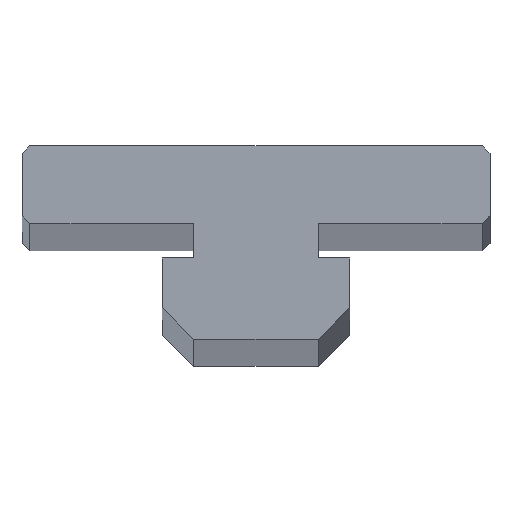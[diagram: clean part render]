
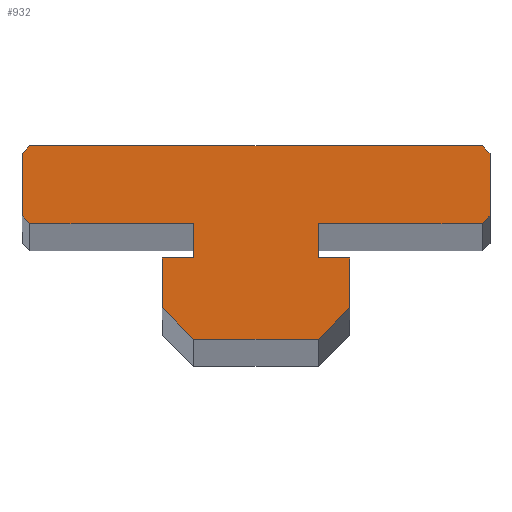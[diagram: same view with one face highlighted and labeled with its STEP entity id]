
A CAD part, top view. The second image highlights one B-rep face of the part: STEP entity #932.
In plain terms, the highlighted planar face has unit normal (0, 0, 1).
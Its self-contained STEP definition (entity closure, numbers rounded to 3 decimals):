
#490=DIRECTION('',(0.707,0.707,0.));
#491=VECTOR('',#490,2.828);
#492=CARTESIAN_POINT('',(4.,-9.9,500.));
#493=LINE('',#492,#491);
#497=DIRECTION('',(1.,0.,0.));
#498=VECTOR('',#497,8.);
#499=CARTESIAN_POINT('',(-4.,-9.9,500.));
#500=LINE('',#499,#498);
#504=DIRECTION('',(0.707,-0.707,0.));
#505=VECTOR('',#504,2.828);
#506=CARTESIAN_POINT('',(-6.,-7.9,500.));
#507=LINE('',#506,#505);
#511=DIRECTION('',(0.,-1.,0.));
#512=VECTOR('',#511,3.2);
#513=CARTESIAN_POINT('',(-6.,-4.7,500.));
#514=LINE('',#513,#512);
#518=DIRECTION('',(-1.,0.,0.));
#519=VECTOR('',#518,2.);
#520=CARTESIAN_POINT('',(-4.,-4.7,500.));
#521=LINE('',#520,#519);
#525=DIRECTION('',(0.,-1.,0.));
#526=VECTOR('',#525,2.2);
#527=CARTESIAN_POINT('',(-4.,-2.5,500.));
#528=LINE('',#527,#526);
#532=DIRECTION('',(1.,0.,0.));
#533=VECTOR('',#532,10.5);
#534=CARTESIAN_POINT('',(-14.5,-2.5,500.));
#535=LINE('',#534,#533);
#539=DIRECTION('',(0.707,-0.707,0.));
#540=VECTOR('',#539,0.707);
#541=CARTESIAN_POINT('',(-15.,-2.,500.));
#542=LINE('',#541,#540);
#546=DIRECTION('',(0.,-1.,0.));
#547=VECTOR('',#546,4.);
#548=CARTESIAN_POINT('',(-15.,2.,500.));
#549=LINE('',#548,#547);
#553=DIRECTION('',(-0.707,-0.707,0.));
#554=VECTOR('',#553,0.707);
#555=CARTESIAN_POINT('',(-14.5,2.5,500.));
#556=LINE('',#555,#554);
#560=DIRECTION('',(-1.,0.,0.));
#561=VECTOR('',#560,29.);
#562=CARTESIAN_POINT('',(14.5,2.5,500.));
#563=LINE('',#562,#561);
#567=DIRECTION('',(-0.707,0.707,0.));
#568=VECTOR('',#567,0.707);
#569=CARTESIAN_POINT('',(15.,2.,500.));
#570=LINE('',#569,#568);
#574=DIRECTION('',(0.,1.,0.));
#575=VECTOR('',#574,4.);
#576=CARTESIAN_POINT('',(15.,-2.,500.));
#577=LINE('',#576,#575);
#581=DIRECTION('',(0.707,0.707,0.));
#582=VECTOR('',#581,0.707);
#583=CARTESIAN_POINT('',(14.5,-2.5,500.));
#584=LINE('',#583,#582);
#588=DIRECTION('',(1.,0.,0.));
#589=VECTOR('',#588,10.5);
#590=CARTESIAN_POINT('',(4.,-2.5,500.));
#591=LINE('',#590,#589);
#595=DIRECTION('',(0.,1.,0.));
#596=VECTOR('',#595,2.2);
#597=CARTESIAN_POINT('',(4.,-4.7,500.));
#598=LINE('',#597,#596);
#602=DIRECTION('',(-1.,0.,0.));
#603=VECTOR('',#602,2.);
#604=CARTESIAN_POINT('',(6.,-4.7,500.));
#605=LINE('',#604,#603);
#609=DIRECTION('',(0.,1.,0.));
#610=VECTOR('',#609,3.2);
#611=CARTESIAN_POINT('',(6.,-7.9,500.));
#612=LINE('',#611,#610);
#707=CARTESIAN_POINT('',(-4.,-4.7,500.));
#708=CARTESIAN_POINT('',(-6.,-4.7,500.));
#709=VERTEX_POINT('',#707);
#710=VERTEX_POINT('',#708);
#711=CARTESIAN_POINT('',(6.,-4.7,500.));
#712=CARTESIAN_POINT('',(4.,-4.7,500.));
#713=VERTEX_POINT('',#711);
#714=VERTEX_POINT('',#712);
#724=CARTESIAN_POINT('',(-4.,-2.5,500.));
#726=VERTEX_POINT('',#724);
#728=CARTESIAN_POINT('',(4.,-2.5,500.));
#730=VERTEX_POINT('',#728);
#735=CARTESIAN_POINT('',(-14.5,2.5,500.));
#736=VERTEX_POINT('',#735);
#737=CARTESIAN_POINT('',(-15.,2.,500.));
#738=VERTEX_POINT('',#737);
#743=CARTESIAN_POINT('',(15.,2.,500.));
#744=VERTEX_POINT('',#743);
#745=CARTESIAN_POINT('',(14.5,2.5,500.));
#746=VERTEX_POINT('',#745);
#751=CARTESIAN_POINT('',(-15.,-2.,500.));
#752=VERTEX_POINT('',#751);
#753=CARTESIAN_POINT('',(15.,-2.,500.));
#754=VERTEX_POINT('',#753);
#757=CARTESIAN_POINT('',(-14.5,-2.5,500.));
#758=VERTEX_POINT('',#757);
#761=CARTESIAN_POINT('',(14.5,-2.5,500.));
#762=VERTEX_POINT('',#761);
#767=CARTESIAN_POINT('',(4.,-9.9,500.));
#768=VERTEX_POINT('',#767);
#769=CARTESIAN_POINT('',(6.,-7.9,500.));
#770=VERTEX_POINT('',#769);
#775=CARTESIAN_POINT('',(-6.,-7.9,500.));
#776=VERTEX_POINT('',#775);
#777=CARTESIAN_POINT('',(-4.,-9.9,500.));
#778=VERTEX_POINT('',#777);
#894=CARTESIAN_POINT('',(0.,0.,500.));
#895=DIRECTION('',(0.,0.,1.));
#896=DIRECTION('',(1.,0.,0.));
#897=AXIS2_PLACEMENT_3D('',#894,#895,#896);
#898=PLANE('',#897);
#899=ORIENTED_EDGE('',*,*,#831,.F.);
#900=ORIENTED_EDGE('',*,*,#847,.F.);
#901=ORIENTED_EDGE('',*,*,#860,.F.);
#902=ORIENTED_EDGE('',*,*,#875,.F.);
#903=ORIENTED_EDGE('',*,*,#885,.F.);
#905=ORIENTED_EDGE('',*,*,#904,.F.);
#907=ORIENTED_EDGE('',*,*,#906,.F.);
#909=ORIENTED_EDGE('',*,*,#908,.F.);
#911=ORIENTED_EDGE('',*,*,#910,.F.);
#913=ORIENTED_EDGE('',*,*,#912,.F.);
#915=ORIENTED_EDGE('',*,*,#914,.F.);
#917=ORIENTED_EDGE('',*,*,#916,.F.);
#919=ORIENTED_EDGE('',*,*,#918,.F.);
#921=ORIENTED_EDGE('',*,*,#920,.F.);
#923=ORIENTED_EDGE('',*,*,#922,.F.);
#925=ORIENTED_EDGE('',*,*,#924,.F.);
#927=ORIENTED_EDGE('',*,*,#926,.F.);
#929=ORIENTED_EDGE('',*,*,#928,.F.);
#930=EDGE_LOOP('',(#899,#900,#901,#902,#903,#905,#907,#909,#911,#913,#915,#917,
#919,#921,#923,#925,#927,#929));
#931=FACE_OUTER_BOUND('',#930,.F.);
#831=EDGE_CURVE('',#768,#770,#493,.T.);
#847=EDGE_CURVE('',#778,#768,#500,.T.);
#860=EDGE_CURVE('',#776,#778,#507,.T.);
#875=EDGE_CURVE('',#710,#776,#514,.T.);
#885=EDGE_CURVE('',#709,#710,#521,.T.);
#904=EDGE_CURVE('',#726,#709,#528,.T.);
#906=EDGE_CURVE('',#758,#726,#535,.T.);
#908=EDGE_CURVE('',#752,#758,#542,.T.);
#910=EDGE_CURVE('',#738,#752,#549,.T.);
#912=EDGE_CURVE('',#736,#738,#556,.T.);
#914=EDGE_CURVE('',#746,#736,#563,.T.);
#916=EDGE_CURVE('',#744,#746,#570,.T.);
#918=EDGE_CURVE('',#754,#744,#577,.T.);
#920=EDGE_CURVE('',#762,#754,#584,.T.);
#922=EDGE_CURVE('',#730,#762,#591,.T.);
#924=EDGE_CURVE('',#714,#730,#598,.T.);
#926=EDGE_CURVE('',#713,#714,#605,.T.);
#928=EDGE_CURVE('',#770,#713,#612,.T.);
#932=ADVANCED_FACE('',(#931),#898,.T.);
